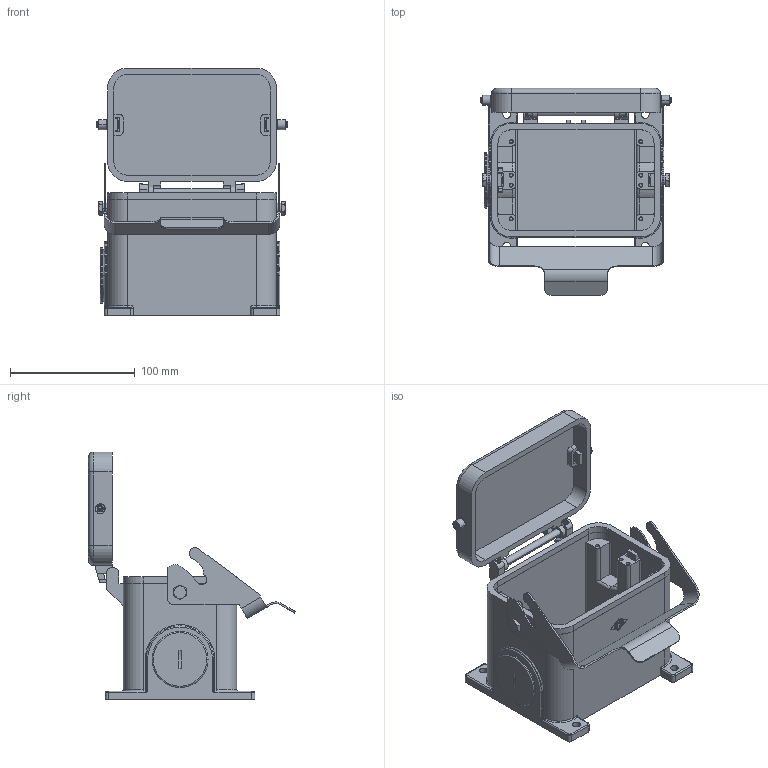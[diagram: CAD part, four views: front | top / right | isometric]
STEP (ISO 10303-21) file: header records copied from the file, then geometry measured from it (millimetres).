
FILE_DESCRIPTION(('Creo Elements/Direct Modeling STEP Export'),'2;1');
FILE_NAME('0ln7uvk49bnep9u2532','2017-02-23T14:59:10',(''),(''),'PTC Creo Elements/Direct Modeling STEP processor for AP214 (Solid Model)','PTC Creo Elements/Direct Modeling 19.0E 27-Jun-2016 (C) Parametric Technology GmbH','');
FILE_SCHEMA(('AUTOMOTIVE_DESIGN { 1 0 10303 214 1 1 1 1 }'));
Length unit declared in the file: millimetre
Products named in the file (1): MHPE_48_LS40
Bounding box: 153.5 x 166.2 x 199 mm (x, y, z)
Volume: 478224.4 mm3; surface area: 177010.3 mm2
Topology: 1 solids, 1 shells, 687 faces, 1837 edges, 1191 vertices
Faces by surface type: plane 306, cylinder 305, torus 48, cone 22, sphere 4, bspline 2
Full cylindrical faces by diameter (mm): 3.5 x1
Entity records: 27405 total; most frequent: CARTESIAN_POINT 4703, ORIENTED_EDGE 3670, DIRECTION 3610, EDGE_CURVE 1835, AXIS2_PLACEMENT_3D 1312, VERTEX_POINT 1191, VECTOR 986, LINE 986
